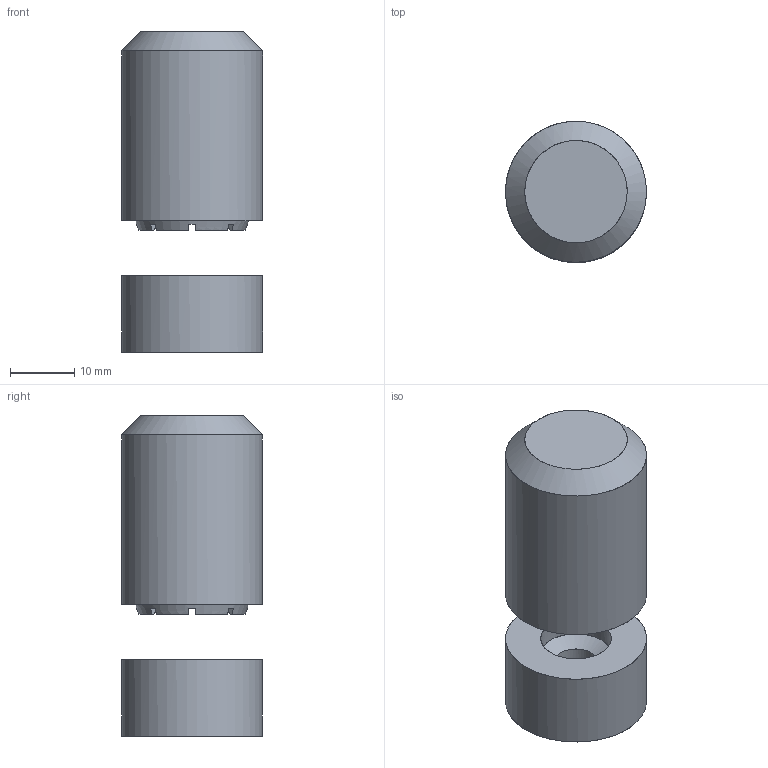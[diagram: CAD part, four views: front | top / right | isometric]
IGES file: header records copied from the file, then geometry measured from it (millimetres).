
Global section: file name: Filename.iges; native system: Open CASCADE 7.3; preprocessor: Open CASCADE IGES processor 7.3; date: 20190311.000844; units: millimetre
Bounding box: 22 x 22 x 50 mm (x, y, z)
Surface area: 5393.8 mm2 (no closed solid volume)
Topology: 0 solids, 0 shells, 57 faces, 269 edges, 245 vertices
Faces by surface type: plane 36, revolution 21
